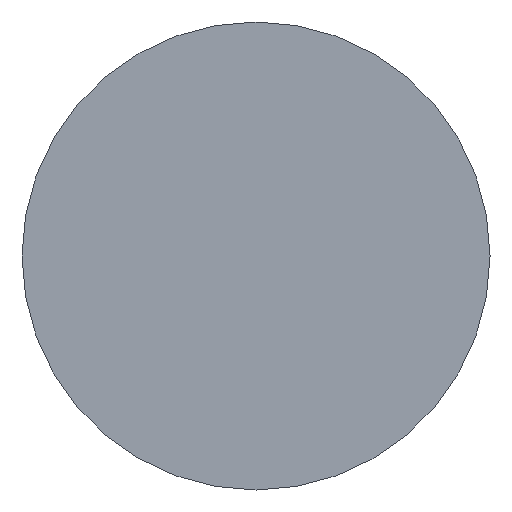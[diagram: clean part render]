
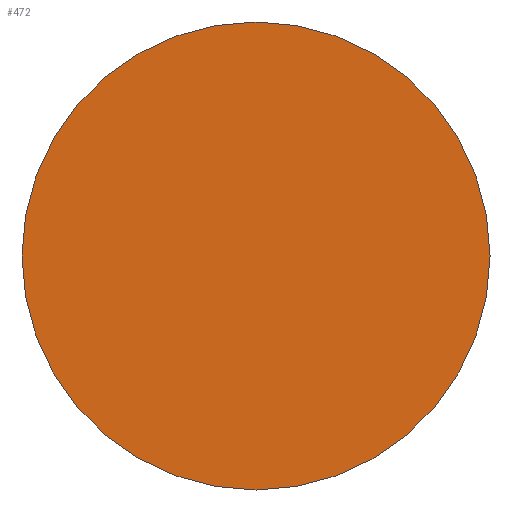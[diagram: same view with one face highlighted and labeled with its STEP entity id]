
A CAD part, front view. The second image highlights one B-rep face of the part: STEP entity #472.
In plain terms, the highlighted planar face has unit normal (0, -1, 0).
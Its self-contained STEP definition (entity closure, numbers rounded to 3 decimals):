
#7 = EDGE_LOOP ( 'NONE', ( #179, #504 ) ) ;
#26 = DIRECTION ( 'NONE',  ( 0., 0., 1. ) ) ;
#33 = CIRCLE ( 'NONE', #449, 11. ) ;
#34 = CARTESIAN_POINT ( 'NONE',  ( 0., -80., 0. ) ) ;
#35 = AXIS2_PLACEMENT_3D ( 'NONE', #47, #42, #476 ) ;
#42 = DIRECTION ( 'NONE',  ( 0., 1., 0. ) ) ;
#47 = CARTESIAN_POINT ( 'NONE',  ( 0., -80., 0. ) ) ;
#55 = VERTEX_POINT ( 'NONE', #562 ) ;
#56 = EDGE_CURVE ( 'NONE', #55, #204, #197, .T. ) ;
#100 = CARTESIAN_POINT ( 'NONE',  ( 0., -80., 11. ) ) ;
#110 = DIRECTION ( 'NONE',  ( 0., 1., 0. ) ) ;
#179 = ORIENTED_EDGE ( 'NONE', *, *, #478, .F. ) ;
#197 = CIRCLE ( 'NONE', #35, 11. ) ;
#204 = VERTEX_POINT ( 'NONE', #100 ) ;
#206 = DIRECTION ( 'NONE',  ( 0., 1., 0. ) ) ;
#241 = FACE_OUTER_BOUND ( 'NONE', #7, .T. ) ;
#292 = PLANE ( 'NONE',  #554 ) ;
#449 = AXIS2_PLACEMENT_3D ( 'NONE', #456, #110, #26 ) ;
#456 = CARTESIAN_POINT ( 'NONE',  ( 0., -80., 0. ) ) ;
#472 = ADVANCED_FACE ( 'NONE', ( #241 ), #292, .F. ) ;
#476 = DIRECTION ( 'NONE',  ( 0., 0., 1. ) ) ;
#478 = EDGE_CURVE ( 'NONE', #204, #55, #33, .T. ) ;
#504 = ORIENTED_EDGE ( 'NONE', *, *, #56, .F. ) ;
#548 = DIRECTION ( 'NONE',  ( 0., 0., 1. ) ) ;
#554 = AXIS2_PLACEMENT_3D ( 'NONE', #34, #206, #548 ) ;
#562 = CARTESIAN_POINT ( 'NONE',  ( 0., -80., -11. ) ) ;
